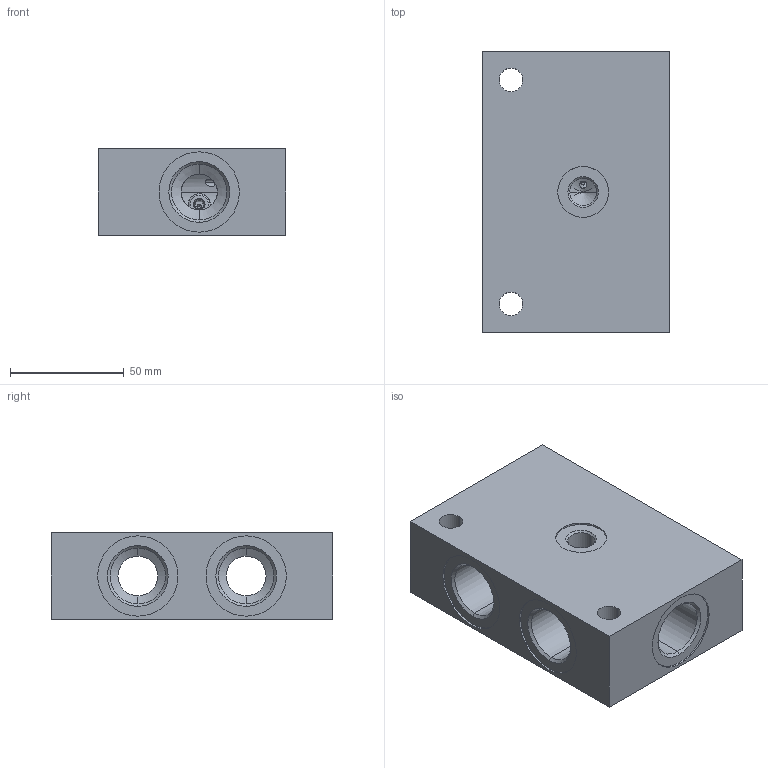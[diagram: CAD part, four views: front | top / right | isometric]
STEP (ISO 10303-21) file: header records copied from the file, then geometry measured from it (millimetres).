
FILE_DESCRIPTION((''),'2;1');
FILE_NAME('YHW_ASM','2019-08-01T',('ProEService'),(''),'PRO/ENGINEER BY PARAMETRIC TECHNOLOGY CORPORATION, 2014200','PRO/ENGINEER BY PARAMETRIC TECHNOLOGY CORPORATION, 2014200','');
FILE_SCHEMA(('CONFIG_CONTROL_DESIGN'));
Length unit declared in the file: inch
Products named in the file (3): 150-033-006; CSZNXXN; YHW_ASM
Assembly tree (2 placements, depth 2):
  YHW_ASM
    150-033-006
    CSZNXXN
Bounding box: 82.55 x 123.83 x 38.1 mm (x, y, z)
Volume: 276168.9 mm3; surface area: 55330.4 mm2
Topology: 6 solids, 6 shells, 265 faces, 804 edges, 656 vertices
Faces by surface type: cylinder 102, cone 63, torus 50, plane 38, revolution 8, sphere 4
Entity records: 10536 total; most frequent: CARTESIAN_POINT 3354, DIRECTION 1588, ORIENTED_EDGE 1148, AXIS2_PLACEMENT_3D 579, EDGE_CURVE 574, VECTOR 422, LINE 422, VERTEX_POINT 333
